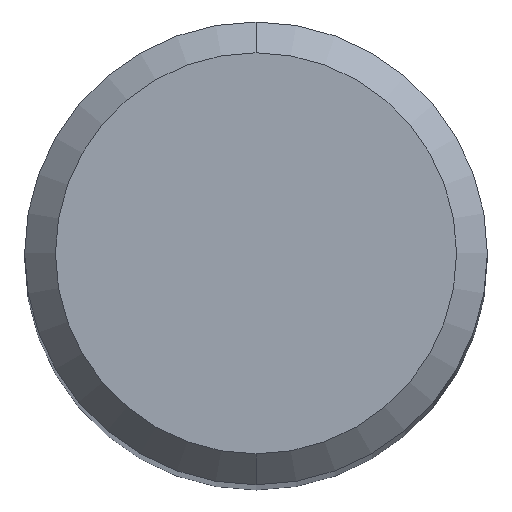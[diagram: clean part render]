
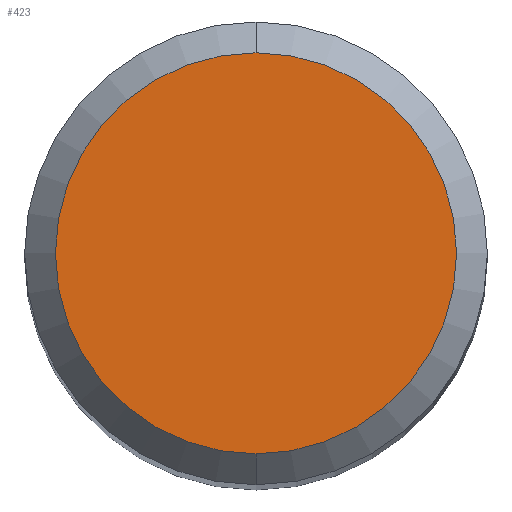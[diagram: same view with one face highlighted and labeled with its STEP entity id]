
A CAD part, top view. The second image highlights one B-rep face of the part: STEP entity #423.
In plain terms, the highlighted planar face has unit normal (0, 0, 1).
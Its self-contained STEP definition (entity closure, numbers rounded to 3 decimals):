
#311=VERTEX_POINT('',#637);
#321=VERTEX_POINT('',#647);
#413=EDGE_CURVE('',#311,#321,#753,.T.);
#423=ADVANCED_FACE('',(#763),#764,.T.);
#453=EDGE_CURVE('',#321,#311,#797,.T.);
#637=CARTESIAN_POINT('',(0.0,2.6,0.0));
#647=CARTESIAN_POINT('',(0.,-2.6,0.0));
#753=CIRCLE('',#1362,2.6);
#763=FACE_OUTER_BOUND('',#1375,.T.);
#764=PLANE('',#1376);
#797=CIRCLE('',#1436,2.6);
#1362=AXIS2_PLACEMENT_3D('',#1766,#1767,#1768);
#1375=EDGE_LOOP('',(#1774,#1775));
#1376=AXIS2_PLACEMENT_3D('',#1776,#1777,#1778);
#1436=AXIS2_PLACEMENT_3D('',#1809,#1810,#1811);
#1766=CARTESIAN_POINT('',(0.0,0.0,0.0));
#1767=DIRECTION('',(0.0,0.0,-1.0));
#1768=DIRECTION('',(0.0,1.0,0.0));
#1774=ORIENTED_EDGE('',*,*,#413,.F.);
#1775=ORIENTED_EDGE('',*,*,#453,.F.);
#1776=CARTESIAN_POINT('',(0.0,1.3,0.0));
#1777=DIRECTION('',(-0.0,0.0,1.0));
#1778=DIRECTION('',(0.0,-1.0,0.0));
#1809=CARTESIAN_POINT('',(0.0,0.0,0.0));
#1810=DIRECTION('',(0.0,0.0,-1.0));
#1811=DIRECTION('',(0.0,1.0,0.0));
